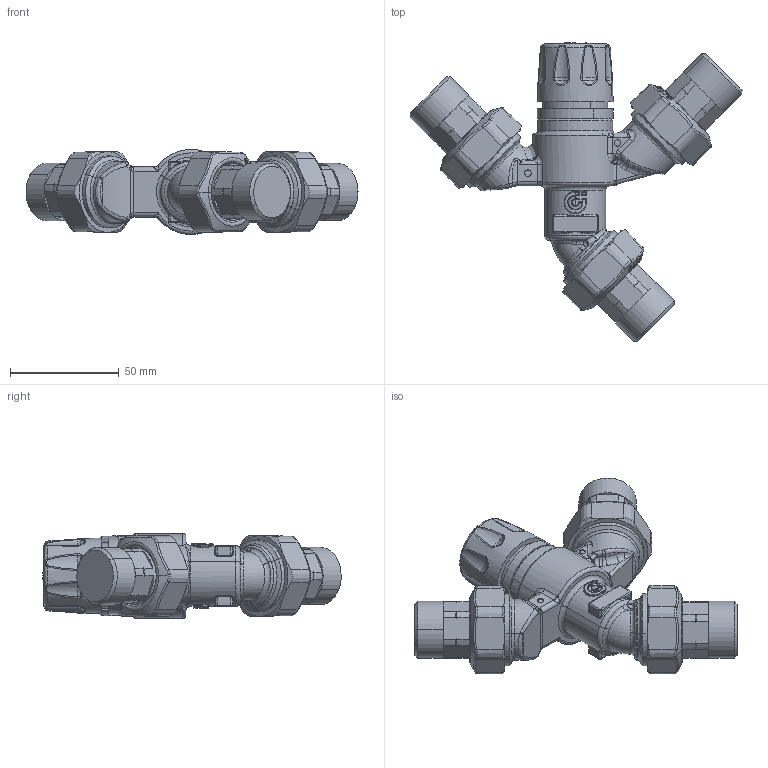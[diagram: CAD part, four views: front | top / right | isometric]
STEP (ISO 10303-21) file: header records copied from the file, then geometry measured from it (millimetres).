
FILE_DESCRIPTION(('CATIA V5 STEP Exchange'),'2;1');
FILE_NAME('STEP_520050_-_TST.stp','2018-09-26T06:06:40+00:00',('none'),('none'),'CATIA Version 5-6 Release 2016 SP4','CATIA V5 STEP AP203','none');
FILE_SCHEMA(('CONFIG_CONTROL_DESIGN'));
Products named in the file (1): 520050 - TST
Bounding box: 152.51 x 137.05 x 38.98 mm (x, y, z)
Volume: 204856 mm3; surface area: 34506.8 mm2
Topology: 2 solids, 2 shells, 2338 faces, 5510 edges, 2972 vertices
Faces by surface type: bspline 1326, cylinder 319, sphere 228, plane 174, cone 148, torus 138, revolution 5
Entity records: 125808 total; most frequent: CARTESIAN_POINT 86694, ORIENTED_EDGE 10558, EDGE_CURVE 5279, B_SPLINE_CURVE_WITH_KNOTS 3597, DIRECTION 3286, VERTEX_POINT 2972, EDGE_LOOP 2365, ADVANCED_FACE 2338
